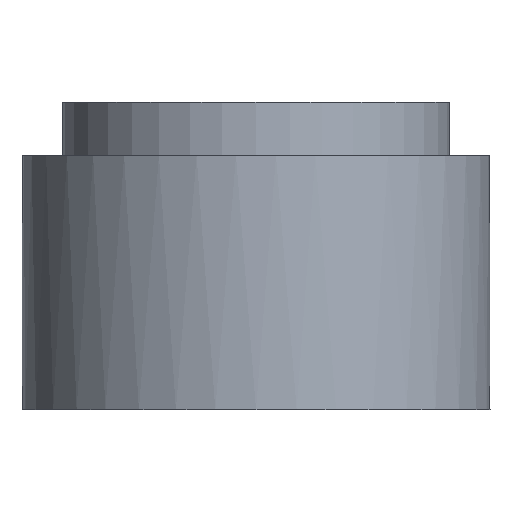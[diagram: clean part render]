
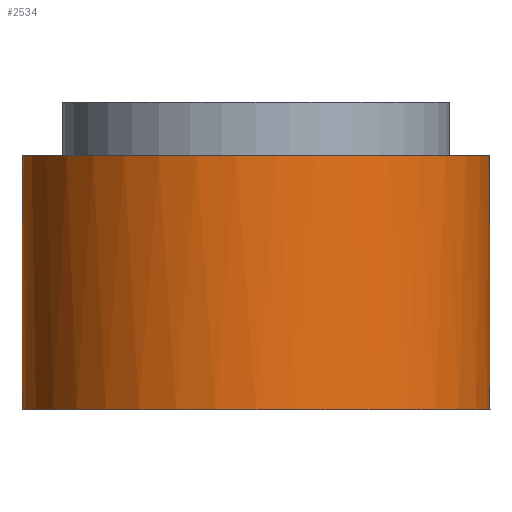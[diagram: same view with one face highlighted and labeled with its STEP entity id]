
A CAD part, left-side view. The second image highlights one B-rep face of the part: STEP entity #2534.
In plain terms, the highlighted cylindrical face has radius 17.5 mm (diameter 35 mm), a partial arc.
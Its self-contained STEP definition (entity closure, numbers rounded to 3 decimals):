
#64=B_SPLINE_CURVE_WITH_KNOTS('',3,(#4017,#4018,#4019,#4020),
 .UNSPECIFIED.,.F.,.F.,(4,4),(-0.108,0.),.UNSPECIFIED.);
#65=B_SPLINE_CURVE_WITH_KNOTS('',3,(#4022,#4023,#4024,#4025),
 .UNSPECIFIED.,.F.,.F.,(4,4),(0.,0.073),.UNSPECIFIED.);
#66=B_SPLINE_CURVE_WITH_KNOTS('',3,(#4027,#4028,#4029,#4030,#4031,#4032),
 .UNSPECIFIED.,.F.,.F.,(4,2,4),(-0.049,-0.049,
0.),.UNSPECIFIED.);
#67=B_SPLINE_CURVE_WITH_KNOTS('',3,(#4044,#4045,#4046,#4047,#4048,#4049),
 .UNSPECIFIED.,.F.,.F.,(4,2,4),(-0.049,0.,0.),
 .UNSPECIFIED.);
#68=B_SPLINE_CURVE_WITH_KNOTS('',3,(#4051,#4052,#4053,#4054),
 .UNSPECIFIED.,.F.,.F.,(4,4),(-0.073,0.),
 .UNSPECIFIED.);
#69=B_SPLINE_CURVE_WITH_KNOTS('',3,(#4056,#4057,#4058,#4059),
 .UNSPECIFIED.,.F.,.F.,(4,4),(-0.108,0.),
 .UNSPECIFIED.);
#160=FACE_OUTER_BOUND('',#324,.T.);
#324=EDGE_LOOP('',(#1745,#1746,#1747,#1748,#1749,#1750,#1751,#1752,#1753,
#1754,#1755,#1756,#1757,#1758,#1759,#1760));
#508=LINE('',#3983,#707);
#514=LINE('',#4034,#713);
#515=LINE('',#4036,#714);
#516=LINE('',#4040,#715);
#517=LINE('',#4042,#716);
#518=LINE('',#4062,#717);
#707=VECTOR('',#3111,10.);
#713=VECTOR('',#3145,10.);
#714=VECTOR('',#3146,10.);
#715=VECTOR('',#3149,10.);
#716=VECTOR('',#3150,10.);
#717=VECTOR('',#3153,10.);
#894=CIRCLE('',#2734,17.5);
#897=CIRCLE('',#2738,17.5);
#898=CIRCLE('',#2739,17.5);
#899=CIRCLE('',#2740,17.5);
#1072=VERTEX_POINT('',#3980);
#1073=VERTEX_POINT('',#3982);
#1079=VERTEX_POINT('',#4006);
#1082=VERTEX_POINT('',#4014);
#1083=VERTEX_POINT('',#4016);
#1084=VERTEX_POINT('',#4021);
#1085=VERTEX_POINT('',#4026);
#1086=VERTEX_POINT('',#4033);
#1087=VERTEX_POINT('',#4035);
#1088=VERTEX_POINT('',#4037);
#1089=VERTEX_POINT('',#4039);
#1090=VERTEX_POINT('',#4041);
#1091=VERTEX_POINT('',#4043);
#1092=VERTEX_POINT('',#4050);
#1093=VERTEX_POINT('',#4055);
#1094=VERTEX_POINT('',#4060);
#1313=EDGE_CURVE('',#1072,#1073,#508,.T.);
#1324=EDGE_CURVE('',#1079,#1073,#894,.T.);
#1328=EDGE_CURVE('',#1082,#1072,#897,.T.);
#1329=EDGE_CURVE('',#1083,#1082,#64,.T.);
#1330=EDGE_CURVE('',#1084,#1083,#65,.T.);
#1331=EDGE_CURVE('',#1085,#1084,#66,.T.);
#1332=EDGE_CURVE('',#1086,#1085,#514,.T.);
#1333=EDGE_CURVE('',#1087,#1086,#515,.T.);
#1334=EDGE_CURVE('',#1087,#1088,#898,.T.);
#1335=EDGE_CURVE('',#1089,#1088,#516,.T.);
#1336=EDGE_CURVE('',#1090,#1089,#517,.T.);
#1337=EDGE_CURVE('',#1091,#1090,#67,.T.);
#1338=EDGE_CURVE('',#1092,#1091,#68,.T.);
#1339=EDGE_CURVE('',#1093,#1092,#69,.T.);
#1340=EDGE_CURVE('',#1094,#1093,#899,.T.);
#1341=EDGE_CURVE('',#1079,#1094,#518,.T.);
#1745=ORIENTED_EDGE('',*,*,#1313,.F.);
#1746=ORIENTED_EDGE('',*,*,#1328,.F.);
#1747=ORIENTED_EDGE('',*,*,#1329,.F.);
#1748=ORIENTED_EDGE('',*,*,#1330,.F.);
#1749=ORIENTED_EDGE('',*,*,#1331,.F.);
#1750=ORIENTED_EDGE('',*,*,#1332,.F.);
#1751=ORIENTED_EDGE('',*,*,#1333,.F.);
#1752=ORIENTED_EDGE('',*,*,#1334,.T.);
#1753=ORIENTED_EDGE('',*,*,#1335,.F.);
#1754=ORIENTED_EDGE('',*,*,#1336,.F.);
#1755=ORIENTED_EDGE('',*,*,#1337,.F.);
#1756=ORIENTED_EDGE('',*,*,#1338,.F.);
#1757=ORIENTED_EDGE('',*,*,#1339,.F.);
#1758=ORIENTED_EDGE('',*,*,#1340,.F.);
#1759=ORIENTED_EDGE('',*,*,#1341,.F.);
#1760=ORIENTED_EDGE('',*,*,#1324,.T.);
#2451=CYLINDRICAL_SURFACE('',#2737,17.5);
#2534=ADVANCED_FACE('',(#160),#2451,.T.);
#2734=AXIS2_PLACEMENT_3D('',#4007,#3134,#3135);
#2737=AXIS2_PLACEMENT_3D('',#4013,#3141,#3142);
#2738=AXIS2_PLACEMENT_3D('',#4015,#3143,#3144);
#2739=AXIS2_PLACEMENT_3D('',#4038,#3147,#3148);
#2740=AXIS2_PLACEMENT_3D('',#4061,#3151,#3152);
#3111=DIRECTION('',(0.,0.,1.));
#3134=DIRECTION('center_axis',(0.,0.,-1.));
#3135=DIRECTION('ref_axis',(1.,0.,0.));
#3141=DIRECTION('center_axis',(0.,0.,1.));
#3142=DIRECTION('ref_axis',(-1.,0.,0.));
#3143=DIRECTION('center_axis',(0.,0.,-1.));
#3144=DIRECTION('ref_axis',(0.846,0.533,0.));
#3145=DIRECTION('',(0.,0.,1.));
#3146=DIRECTION('',(0.,0.,1.));
#3147=DIRECTION('center_axis',(0.,0.,1.));
#3148=DIRECTION('ref_axis',(1.,0.,0.));
#3149=DIRECTION('',(0.,0.,-1.));
#3150=DIRECTION('',(0.,0.,-1.));
#3151=DIRECTION('center_axis',(0.,0.,-1.));
#3152=DIRECTION('ref_axis',(0.846,-0.533,0.));
#3153=DIRECTION('',(0.,0.,-1.));
#3980=CARTESIAN_POINT('',(17.31,2.574,8.5));
#3982=CARTESIAN_POINT('',(17.31,2.574,19.));
#3983=CARTESIAN_POINT('',(17.31,2.574,0.));
#4006=CARTESIAN_POINT('',(17.31,-2.574,19.));
#4007=CARTESIAN_POINT('Origin',(0.,0.,19.));
#4013=CARTESIAN_POINT('Origin',(0.,0.,0.));
#4014=CARTESIAN_POINT('',(10.369,14.097,8.5));
#4015=CARTESIAN_POINT('Origin',(0.,0.,8.5));
#4016=CARTESIAN_POINT('',(9.526,14.68,8.3));
#4017=CARTESIAN_POINT('Ctrl Pts',(9.526,14.68,8.3));
#4018=CARTESIAN_POINT('Ctrl Pts',(9.798,14.504,8.436));
#4019=CARTESIAN_POINT('Ctrl Pts',(10.087,14.305,8.5));
#4020=CARTESIAN_POINT('Ctrl Pts',(10.369,14.097,8.5));
#4021=CARTESIAN_POINT('',(9.029,14.991,7.894));
#4022=CARTESIAN_POINT('Ctrl Pts',(9.029,14.991,7.894));
#4023=CARTESIAN_POINT('Ctrl Pts',(9.159,14.912,8.082));
#4024=CARTESIAN_POINT('Ctrl Pts',(9.341,14.8,8.208));
#4025=CARTESIAN_POINT('Ctrl Pts',(9.526,14.68,8.3));
#4026=CARTESIAN_POINT('',(8.785,15.135,7.5));
#4027=CARTESIAN_POINT('Ctrl Pts',(8.785,15.135,7.5));
#4028=CARTESIAN_POINT('Ctrl Pts',(8.786,15.135,7.501));
#4029=CARTESIAN_POINT('Ctrl Pts',(8.787,15.134,7.502));
#4030=CARTESIAN_POINT('Ctrl Pts',(8.865,15.089,7.636));
#4031=CARTESIAN_POINT('Ctrl Pts',(8.943,15.043,7.769));
#4032=CARTESIAN_POINT('Ctrl Pts',(9.029,14.991,7.894));
#4033=CARTESIAN_POINT('',(8.785,15.135,7.));
#4034=CARTESIAN_POINT('',(8.785,15.135,0.));
#4035=CARTESIAN_POINT('',(8.785,15.135,0.));
#4036=CARTESIAN_POINT('',(8.785,15.135,0.));
#4037=CARTESIAN_POINT('',(8.785,-15.135,0.));
#4038=CARTESIAN_POINT('Origin',(0.,0.,0.));
#4039=CARTESIAN_POINT('',(8.785,-15.135,7.));
#4040=CARTESIAN_POINT('',(8.785,-15.135,0.));
#4041=CARTESIAN_POINT('',(8.785,-15.135,7.5));
#4042=CARTESIAN_POINT('',(8.785,-15.135,0.));
#4043=CARTESIAN_POINT('',(9.029,-14.991,7.894));
#4044=CARTESIAN_POINT('Ctrl Pts',(9.029,-14.991,7.894));
#4045=CARTESIAN_POINT('Ctrl Pts',(8.943,-15.043,7.769));
#4046=CARTESIAN_POINT('Ctrl Pts',(8.865,-15.089,7.636));
#4047=CARTESIAN_POINT('Ctrl Pts',(8.787,-15.134,7.502));
#4048=CARTESIAN_POINT('Ctrl Pts',(8.786,-15.135,7.501));
#4049=CARTESIAN_POINT('Ctrl Pts',(8.785,-15.135,7.5));
#4050=CARTESIAN_POINT('',(9.526,-14.68,8.3));
#4051=CARTESIAN_POINT('Ctrl Pts',(9.526,-14.68,8.3));
#4052=CARTESIAN_POINT('Ctrl Pts',(9.341,-14.8,8.208));
#4053=CARTESIAN_POINT('Ctrl Pts',(9.159,-14.912,8.082));
#4054=CARTESIAN_POINT('Ctrl Pts',(9.029,-14.991,7.894));
#4055=CARTESIAN_POINT('',(10.369,-14.097,8.5));
#4056=CARTESIAN_POINT('Ctrl Pts',(10.369,-14.097,8.5));
#4057=CARTESIAN_POINT('Ctrl Pts',(10.087,-14.305,8.5));
#4058=CARTESIAN_POINT('Ctrl Pts',(9.798,-14.504,8.436));
#4059=CARTESIAN_POINT('Ctrl Pts',(9.526,-14.68,8.3));
#4060=CARTESIAN_POINT('',(17.31,-2.574,8.5));
#4061=CARTESIAN_POINT('Origin',(0.,0.,8.5));
#4062=CARTESIAN_POINT('',(17.31,-2.574,0.));
